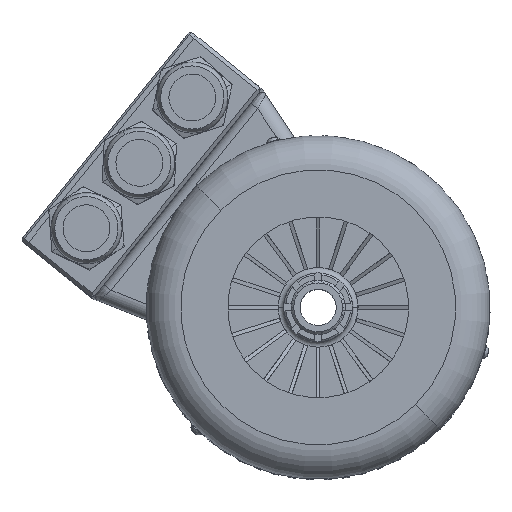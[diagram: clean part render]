
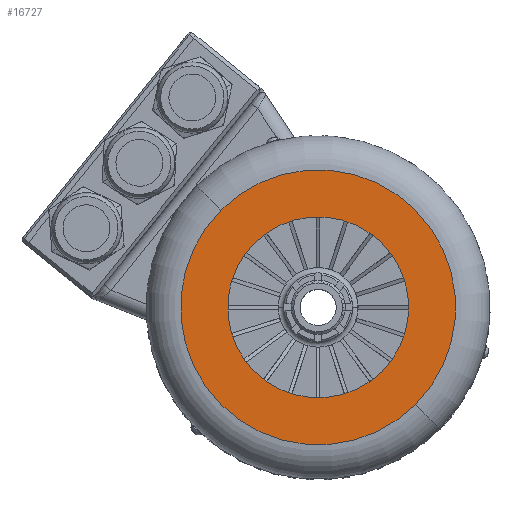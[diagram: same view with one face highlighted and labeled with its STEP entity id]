
A CAD part, top view. The second image highlights one B-rep face of the part: STEP entity #16727.
In plain terms, the highlighted planar face has unit normal (0, 0, 1).
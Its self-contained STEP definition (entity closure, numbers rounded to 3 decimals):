
#648 = DIRECTION ( 'NONE',  ( 0.707, -0.707, 0. ) ) ;
#733 = DIRECTION ( 'NONE',  ( 0., 0., 1. ) ) ;
#1107 = ORIENTED_EDGE ( 'NONE', *, *, #37422, .F. ) ;
#1125 = CARTESIAN_POINT ( 'NONE',  ( 0., 0., 97.5 ) ) ;
#2785 = EDGE_LOOP ( 'NONE', ( #45992, #1107 ) ) ;
#4527 = DIRECTION ( 'NONE',  ( 0.707, -0.707, 0. ) ) ;
#4696 = DIRECTION ( 'NONE',  ( 0., 0., 1. ) ) ;
#4750 = CARTESIAN_POINT ( 'NONE',  ( 0., 0., 97.5 ) ) ;
#7337 = DIRECTION ( 'NONE',  ( -0.707, 0.707, 0. ) ) ;
#7349 = DIRECTION ( 'NONE',  ( 0., 0., -1. ) ) ;
#7422 = CARTESIAN_POINT ( 'NONE',  ( 0., 0., 97.5 ) ) ;
#7591 = VERTEX_POINT ( 'NONE', #59130 ) ;
#11521 = AXIS2_PLACEMENT_3D ( 'NONE', #49905, #49889, #49661 ) ;
#12170 = VERTEX_POINT ( 'NONE', #67736 ) ;
#16727 = ADVANCED_FACE ( 'NONE', ( #62565, #48059 ), #20051, .T. ) ;
#16891 = DIRECTION ( 'NONE',  ( 0.707, -0.707, 0. ) ) ;
#16902 = AXIS2_PLACEMENT_3D ( 'NONE', #7422, #7349, #7337 ) ;
#20051 = PLANE ( 'NONE',  #61133 ) ;
#20529 = CARTESIAN_POINT ( 'NONE',  ( -35.355, 35.355, 97.5 ) ) ;
#25280 = CARTESIAN_POINT ( 'NONE',  ( 53.74, 53.74, 97.5 ) ) ;
#32223 = CIRCLE ( 'NONE', #54937, 50. ) ;
#32582 = DIRECTION ( 'NONE',  ( 0., 0., 1. ) ) ;
#33070 = AXIS2_PLACEMENT_3D ( 'NONE', #1125, #733, #648 ) ;
#35719 = CIRCLE ( 'NONE', #16902, 76. ) ;
#37422 = EDGE_CURVE ( 'NONE', #54345, #7591, #32223, .T. ) ;
#42627 = EDGE_CURVE ( 'NONE', #12170, #57269, #48989, .T. ) ;
#45992 = ORIENTED_EDGE ( 'NONE', *, *, #66073, .F. ) ;
#47429 = CIRCLE ( 'NONE', #33070, 50. ) ;
#48059 = FACE_OUTER_BOUND ( 'NONE', #62632, .T. ) ;
#48989 = CIRCLE ( 'NONE', #11521, 76. ) ;
#49661 = DIRECTION ( 'NONE',  ( -0.707, 0.707, 0. ) ) ;
#49862 = CARTESIAN_POINT ( 'NONE',  ( 53.74, -53.74, 97.5 ) ) ;
#49889 = DIRECTION ( 'NONE',  ( 0., 0., -1. ) ) ;
#49905 = CARTESIAN_POINT ( 'NONE',  ( 0., 0., 97.5 ) ) ;
#53718 = EDGE_CURVE ( 'NONE', #57269, #12170, #35719, .T. ) ;
#53778 = ORIENTED_EDGE ( 'NONE', *, *, #53718, .F. ) ;
#54345 = VERTEX_POINT ( 'NONE', #20529 ) ;
#54937 = AXIS2_PLACEMENT_3D ( 'NONE', #4750, #4696, #4527 ) ;
#57269 = VERTEX_POINT ( 'NONE', #49862 ) ;
#59130 = CARTESIAN_POINT ( 'NONE',  ( 35.355, -35.355, 97.5 ) ) ;
#61133 = AXIS2_PLACEMENT_3D ( 'NONE', #25280, #32582, #16891 ) ;
#62565 = FACE_BOUND ( 'NONE', #2785, .T. ) ;
#62632 = EDGE_LOOP ( 'NONE', ( #67846, #53778 ) ) ;
#66073 = EDGE_CURVE ( 'NONE', #7591, #54345, #47429, .T. ) ;
#67736 = CARTESIAN_POINT ( 'NONE',  ( -53.74, 53.74, 97.5 ) ) ;
#67846 = ORIENTED_EDGE ( 'NONE', *, *, #42627, .F. ) ;
